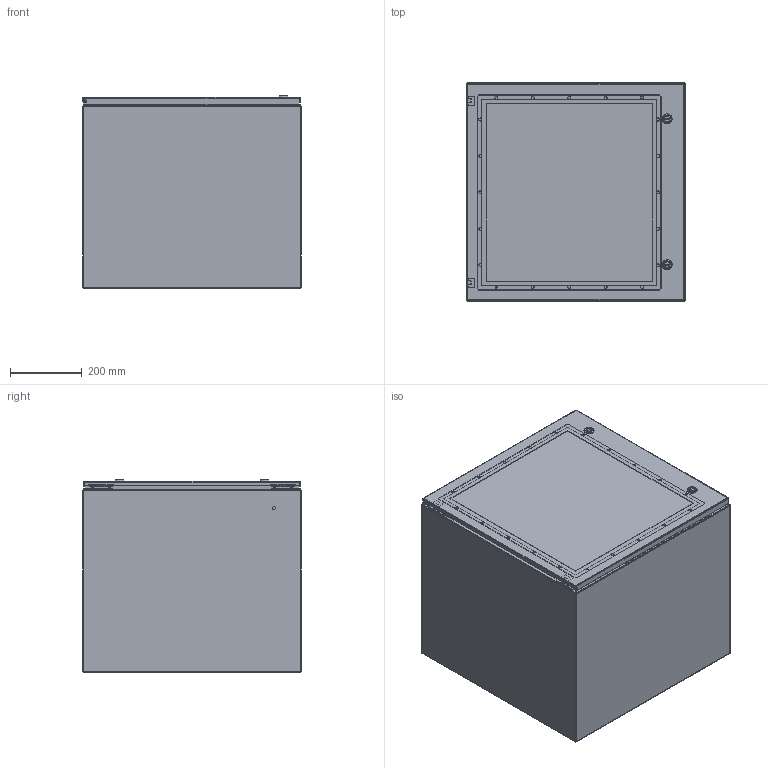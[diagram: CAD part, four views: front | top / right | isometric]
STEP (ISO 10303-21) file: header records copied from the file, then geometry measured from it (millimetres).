
FILE_DESCRIPTION (( 'STEP AP214' ), '1' );
FILE_NAME ('N412242420WCLG.STEP', '2019-09-13T00:49:20', ( '' ), ( '' ), 'SwSTEP 2.0', 'SolidWorks 2018', '' );
FILE_SCHEMA (( 'AUTOMOTIVE_DESIGN' ));
Length unit declared in the file: inch
Products named in the file (1): N412242420WCLG
Bounding box: 609.6 x 609.6 x 535.3 mm (x, y, z)
Volume: 5252260.2 mm3; surface area: 4423748.1 mm2
Topology: 86 solids, 86 shells, 2484 faces, 5796 edges, 3509 vertices
Faces by surface type: plane 969, cylinder 746, cone 501, bspline 244, torus 24
Full cylindrical faces by diameter (mm): 2.362 x4, 3.175 x2, 3.317 x68, 3.861 x4, 3.962 x22, 4.166 x68, 4.25 x4, 4.366 x4, 4.572 x4, 4.775 x6, 4.826 x20, 5 x2, 5.5 x2, 6.35 x10, 6.502 x4, 6.985 x4, 7.144 x20, 7.62 x4, 8.128 x4, 8.56 x20, 9.144 x4, 9.9 x2, 10 x2, 10.2 x2, 11.125 x4, 12.8 x2, 13.5 x2, 14.3 x4, 15.2 x2, 15.8 x2
Entity records: 124825 total; most frequent: CARTESIAN_POINT 41094, ORIENTED_EDGE 9878, DIRECTION 9772, EDGE_CURVE 4939, AXIS2_PLACEMENT_3D 3832, EDGE_LOOP 3324, VERTEX_POINT 3293, FACE_OUTER_BOUND 2850
